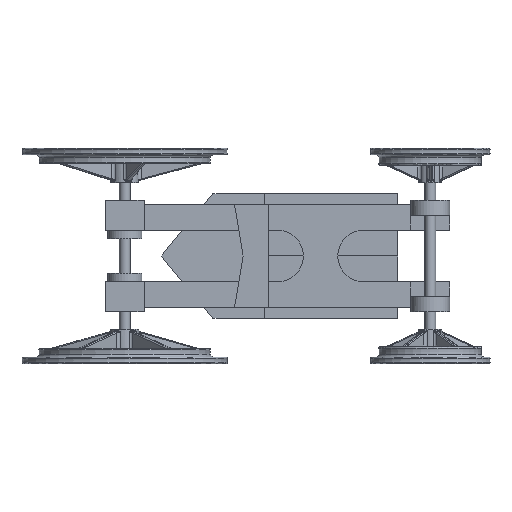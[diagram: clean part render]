
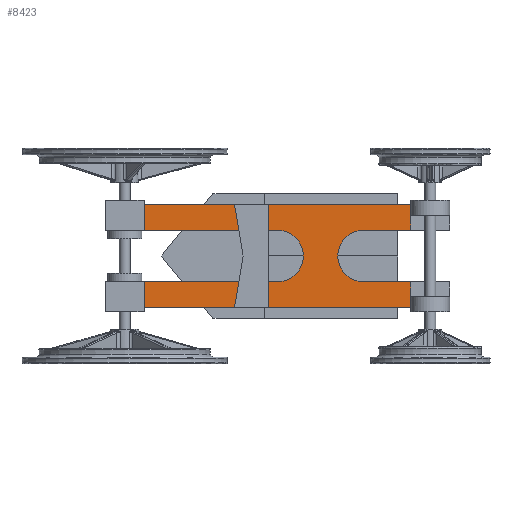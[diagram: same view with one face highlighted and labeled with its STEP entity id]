
A CAD part, front view. The second image highlights one B-rep face of the part: STEP entity #8423.
In plain terms, the highlighted planar face has unit normal (0, -1, 0).
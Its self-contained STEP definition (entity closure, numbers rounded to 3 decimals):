
#1062=CIRCLE('',#9446,19.05);
#1063=CIRCLE('',#9447,19.05);
#1544=FACE_OUTER_BOUND('',#2074,.T.);
#2074=EDGE_LOOP('',(#5671,#5672,#5673,#5674,#5675,#5676,#5677,#5678,#5679,
#5680,#5681,#5682));
#2643=LINE('',#13078,#3078);
#2647=LINE('',#13087,#3082);
#2658=LINE('',#13112,#3093);
#2659=LINE('',#13116,#3094);
#2660=LINE('',#13118,#3095);
#2661=LINE('',#13119,#3096);
#2662=LINE('',#13121,#3097);
#2663=LINE('',#13125,#3098);
#2664=LINE('',#13127,#3099);
#2665=LINE('',#13128,#3100);
#3078=VECTOR('',#10512,19.05);
#3082=VECTOR('',#10518,19.05);
#3093=VECTOR('',#10537,127.);
#3094=VECTOR('',#10540,127.);
#3095=VECTOR('',#10541,19.05);
#3096=VECTOR('',#10542,254.);
#3097=VECTOR('',#10543,63.5);
#3098=VECTOR('',#10546,63.5);
#3099=VECTOR('',#10547,19.05);
#3100=VECTOR('',#10548,254.);
#3512=VERTEX_POINT('',#13074);
#3514=VERTEX_POINT('',#13077);
#3516=VERTEX_POINT('',#13083);
#3518=VERTEX_POINT('',#13086);
#3528=VERTEX_POINT('',#13111);
#3529=VERTEX_POINT('',#13113);
#3530=VERTEX_POINT('',#13115);
#3531=VERTEX_POINT('',#13117);
#3532=VERTEX_POINT('',#13120);
#3533=VERTEX_POINT('',#13122);
#3534=VERTEX_POINT('',#13124);
#3535=VERTEX_POINT('',#13126);
#4331=EDGE_CURVE('',#3512,#3514,#2643,.T.);
#4335=EDGE_CURVE('',#3516,#3518,#2647,.T.);
#4348=EDGE_CURVE('',#3528,#3516,#2658,.T.);
#4349=EDGE_CURVE('',#3528,#3529,#1062,.T.);
#4350=EDGE_CURVE('',#3529,#3530,#2659,.T.);
#4351=EDGE_CURVE('',#3531,#3530,#2660,.T.);
#4352=EDGE_CURVE('',#3514,#3531,#2661,.T.);
#4353=EDGE_CURVE('',#3532,#3512,#2662,.T.);
#4354=EDGE_CURVE('',#3532,#3533,#1063,.T.);
#4355=EDGE_CURVE('',#3533,#3534,#2663,.T.);
#4356=EDGE_CURVE('',#3535,#3534,#2664,.T.);
#4357=EDGE_CURVE('',#3518,#3535,#2665,.T.);
#5671=ORIENTED_EDGE('',*,*,#4335,.F.);
#5672=ORIENTED_EDGE('',*,*,#4348,.F.);
#5673=ORIENTED_EDGE('',*,*,#4349,.T.);
#5674=ORIENTED_EDGE('',*,*,#4350,.T.);
#5675=ORIENTED_EDGE('',*,*,#4351,.F.);
#5676=ORIENTED_EDGE('',*,*,#4352,.F.);
#5677=ORIENTED_EDGE('',*,*,#4331,.F.);
#5678=ORIENTED_EDGE('',*,*,#4353,.F.);
#5679=ORIENTED_EDGE('',*,*,#4354,.T.);
#5680=ORIENTED_EDGE('',*,*,#4355,.T.);
#5681=ORIENTED_EDGE('',*,*,#4356,.F.);
#5682=ORIENTED_EDGE('',*,*,#4357,.F.);
#8296=PLANE('',#9445);
#8423=ADVANCED_FACE('',(#1544),#8296,.T.);
#9445=AXIS2_PLACEMENT_3D('',#13110,#10535,#10536);
#9446=AXIS2_PLACEMENT_3D('',#13114,#10538,#10539);
#9447=AXIS2_PLACEMENT_3D('',#13123,#10544,#10545);
#10512=DIRECTION('',(0.,0.,-1.));
#10518=DIRECTION('',(0.,0.,1.));
#10535=DIRECTION('center_axis',(0.,-1.,0.));
#10536=DIRECTION('ref_axis',(0.,0.,-1.));
#10537=DIRECTION('',(-1.,0.,0.));
#10538=DIRECTION('center_axis',(0.,1.,0.));
#10539=DIRECTION('ref_axis',(0.,0.,1.));
#10540=DIRECTION('',(-1.,0.,0.));
#10541=DIRECTION('',(0.,0.,1.));
#10542=DIRECTION('',(-1.,0.,0.));
#10543=DIRECTION('',(1.,0.,0.));
#10544=DIRECTION('center_axis',(0.,1.,0.));
#10545=DIRECTION('ref_axis',(0.,0.,1.));
#10546=DIRECTION('',(1.,0.,0.));
#10547=DIRECTION('',(0.,0.,-1.));
#10548=DIRECTION('',(1.,0.,0.));
#13074=CARTESIAN_POINT('',(127.,-6.35,-19.05));
#13077=CARTESIAN_POINT('',(127.,-6.35,-38.1));
#13078=CARTESIAN_POINT('',(127.,-6.35,-19.05));
#13083=CARTESIAN_POINT('',(-127.,-6.35,19.05));
#13086=CARTESIAN_POINT('',(-127.,-6.35,38.1));
#13087=CARTESIAN_POINT('',(-127.,-6.35,19.05));
#13110=CARTESIAN_POINT('Origin',(0.,-6.35,0.));
#13111=CARTESIAN_POINT('',(0.,-6.35,19.05));
#13112=CARTESIAN_POINT('',(0.,-6.35,19.05));
#13113=CARTESIAN_POINT('',(0.,-6.35,-19.05));
#13114=CARTESIAN_POINT('Origin',(0.,-6.35,0.));
#13115=CARTESIAN_POINT('',(-127.,-6.35,-19.05));
#13116=CARTESIAN_POINT('',(0.,-6.35,-19.05));
#13117=CARTESIAN_POINT('',(-127.,-6.35,-38.1));
#13118=CARTESIAN_POINT('',(-127.,-6.35,-38.1));
#13119=CARTESIAN_POINT('',(127.,-6.35,-38.1));
#13120=CARTESIAN_POINT('',(63.5,-6.35,-19.05));
#13121=CARTESIAN_POINT('',(63.5,-6.35,-19.05));
#13122=CARTESIAN_POINT('',(63.5,-6.35,19.05));
#13123=CARTESIAN_POINT('Origin',(63.5,-6.35,0.));
#13124=CARTESIAN_POINT('',(127.,-6.35,19.05));
#13125=CARTESIAN_POINT('',(63.5,-6.35,19.05));
#13126=CARTESIAN_POINT('',(127.,-6.35,38.1));
#13127=CARTESIAN_POINT('',(127.,-6.35,38.1));
#13128=CARTESIAN_POINT('',(-127.,-6.35,38.1));
